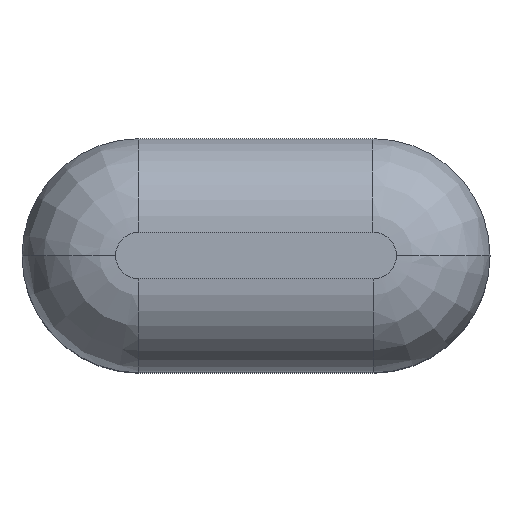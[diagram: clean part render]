
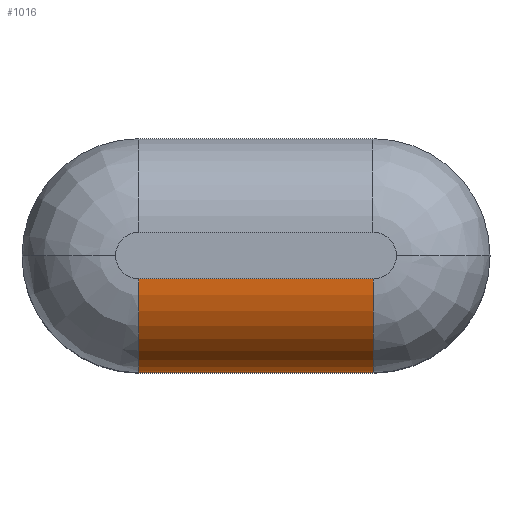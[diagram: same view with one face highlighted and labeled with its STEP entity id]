
A CAD part, top view. The second image highlights one B-rep face of the part: STEP entity #1016.
In plain terms, the highlighted cylindrical face has radius 1.2 mm (diameter 2.4 mm), a partial arc.
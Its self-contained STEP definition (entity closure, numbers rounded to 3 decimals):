
#453 = VERTEX_POINT('',#454);
#454 = CARTESIAN_POINT('',(1.,-1.5,8.3));
#831 = EDGE_CURVE('',#453,#832,#834,.T.);
#832 = VERTEX_POINT('',#833);
#833 = CARTESIAN_POINT('',(1.,-0.3,9.5));
#834 = CIRCLE('',#835,1.2);
#835 = AXIS2_PLACEMENT_3D('',#836,#837,#838);
#836 = CARTESIAN_POINT('',(1.,-0.3,8.3));
#837 = DIRECTION('',(-1.,0.,0.));
#838 = DIRECTION('',(0.,-1.,0.));
#868 = VERTEX_POINT('',#869);
#869 = CARTESIAN_POINT('',(4.,-1.5,8.3));
#875 = EDGE_CURVE('',#868,#453,#876,.T.);
#876 = LINE('',#877,#878);
#877 = CARTESIAN_POINT('',(4.,-1.5,8.3));
#878 = VECTOR('',#879,1.);
#879 = DIRECTION('',(-1.,0.,0.));
#970 = EDGE_CURVE('',#971,#832,#973,.T.);
#971 = VERTEX_POINT('',#972);
#972 = CARTESIAN_POINT('',(4.,-0.3,9.5));
#973 = LINE('',#974,#975);
#974 = CARTESIAN_POINT('',(4.,-0.3,9.5));
#975 = VECTOR('',#976,1.);
#976 = DIRECTION('',(-1.,0.,0.));
#1016 = ADVANCED_FACE('',(#1017),#1029,.T.);
#1017 = FACE_BOUND('',#1018,.T.);
#1018 = EDGE_LOOP('',(#1019,#1026,#1027,#1028));
#1019 = ORIENTED_EDGE('',*,*,#1020,.T.);
#1020 = EDGE_CURVE('',#868,#971,#1021,.T.);
#1021 = CIRCLE('',#1022,1.2);
#1022 = AXIS2_PLACEMENT_3D('',#1023,#1024,#1025);
#1023 = CARTESIAN_POINT('',(4.,-0.3,8.3));
#1024 = DIRECTION('',(-1.,0.,0.));
#1025 = DIRECTION('',(0.,-1.,0.));
#1026 = ORIENTED_EDGE('',*,*,#970,.T.);
#1027 = ORIENTED_EDGE('',*,*,#831,.F.);
#1028 = ORIENTED_EDGE('',*,*,#875,.F.);
#1029 = CYLINDRICAL_SURFACE('',#1030,1.2);
#1030 = AXIS2_PLACEMENT_3D('',#1031,#1032,#1033);
#1031 = CARTESIAN_POINT('',(4.,-0.3,8.3));
#1032 = DIRECTION('',(-1.,0.,0.));
#1033 = DIRECTION('',(0.,-1.,0.));
